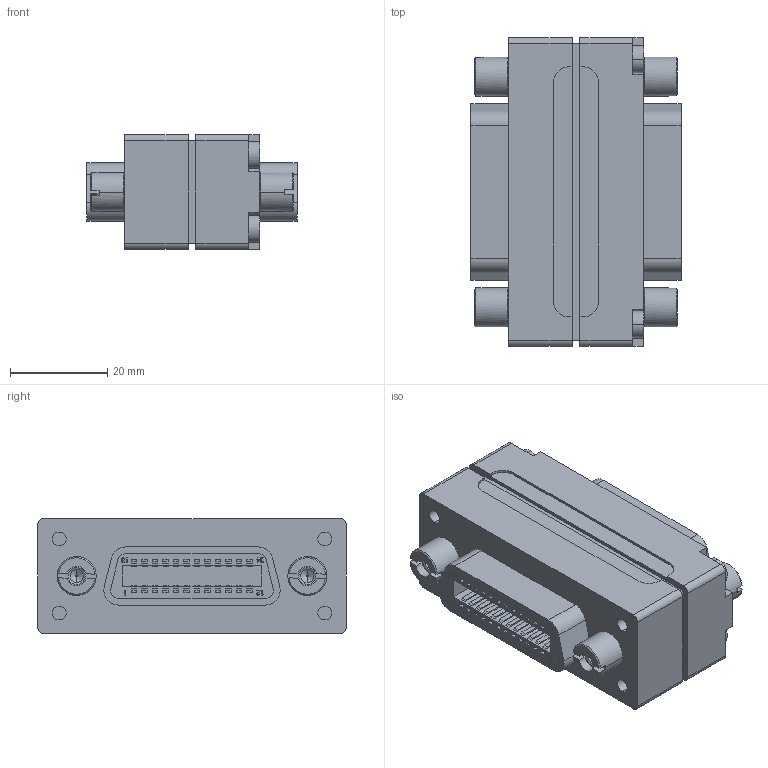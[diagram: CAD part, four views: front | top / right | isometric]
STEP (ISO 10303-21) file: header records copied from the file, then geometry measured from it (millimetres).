
FILE_DESCRIPTION (( 'STEP AP214' ), '1' );
FILE_NAME ('CIB24BFR_3D.step', '2023-09-15T22:18:07', ( '' ), ( '' ), 'SwSTEP 2.0', 'SolidWorks 2022', '' );
FILE_SCHEMA (( 'AUTOMOTIVE_DESIGN' ));
Length unit declared in the file: inch
Products named in the file (4): 3AB05-016_Thinner Flange; CIB24BFR_3D; 3aa06-006; 3AB05-007
Assembly tree (7 placements, depth 2):
  CIB24BFR_3D
    3AB05-016_Thinner Flange
    3aa06-006  x4
    3AB05-007  x2
Bounding box: 43.23 x 63.5 x 23.62 mm (x, y, z)
Volume: 44965 mm3; surface area: 17145.2 mm2
Topology: 7 solids, 7 shells, 1244 faces, 3252 edges, 2160 vertices
Faces by surface type: plane 960, cylinder 180, bspline 60, cone 44
Entity records: 28295 total; most frequent: CARTESIAN_POINT 6212, ORIENTED_EDGE 3342, DIRECTION 2929, EDGE_CURVE 1671, LINE 1433, VECTOR 1433, VERTEX_POINT 1112, AXIS2_PLACEMENT_3D 748
